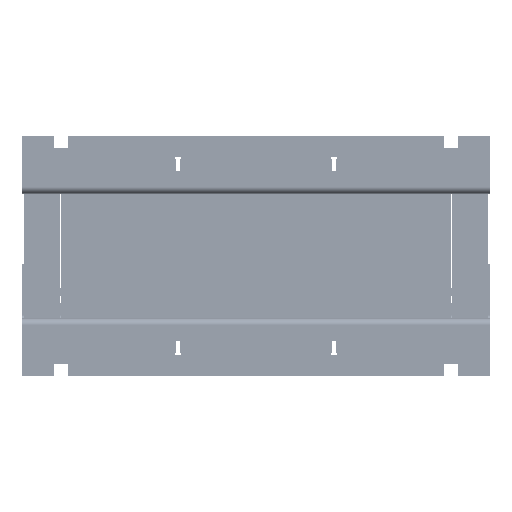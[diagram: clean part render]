
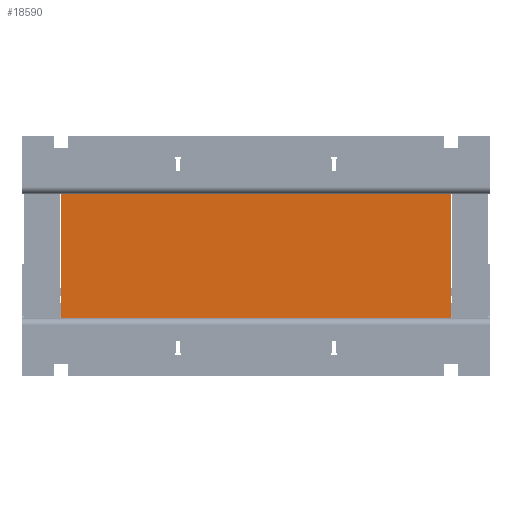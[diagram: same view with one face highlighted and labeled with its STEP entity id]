
A CAD part, front view. The second image highlights one B-rep face of the part: STEP entity #18590.
In plain terms, the highlighted face is planar.
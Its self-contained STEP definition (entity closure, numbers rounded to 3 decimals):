
#318=LINE('',#26680,#2516);
#321=LINE('',#26686,#2519);
#322=LINE('',#26688,#2520);
#323=LINE('',#26689,#2521);
#2516=VECTOR('',#21393,10.);
#2519=VECTOR('',#21398,10.);
#2520=VECTOR('',#21399,10.);
#2521=VECTOR('',#21400,10.);
#4699=PLANE('',#19799);
#5522=FACE_OUTER_BOUND('',#6505,.T.);
#6505=EDGE_LOOP('',(#12759,#12760,#12761,#12762));
#8095=VERTEX_POINT('',#26677);
#8096=VERTEX_POINT('',#26679);
#8098=VERTEX_POINT('',#26685);
#8099=VERTEX_POINT('',#26687);
#9969=EDGE_CURVE('',#8096,#8095,#318,.T.);
#9972=EDGE_CURVE('',#8095,#8098,#321,.T.);
#9973=EDGE_CURVE('',#8098,#8099,#322,.T.);
#9974=EDGE_CURVE('',#8099,#8096,#323,.T.);
#12759=ORIENTED_EDGE('',*,*,#9972,.T.);
#12760=ORIENTED_EDGE('',*,*,#9973,.T.);
#12761=ORIENTED_EDGE('',*,*,#9974,.T.);
#12762=ORIENTED_EDGE('',*,*,#9969,.T.);
#18590=ADVANCED_FACE('',(#5522),#4699,.T.);
#19799=AXIS2_PLACEMENT_3D('',#26684,#21396,#21397);
#21393=DIRECTION('',(0.,0.,1.));
#21396=DIRECTION('center_axis',(0.,1.,0.));
#21397=DIRECTION('ref_axis',(0.,0.,1.));
#21398=DIRECTION('',(1.,0.,0.));
#21399=DIRECTION('',(0.,0.,-1.));
#21400=DIRECTION('',(-1.,0.,0.));
#26677=CARTESIAN_POINT('',(-125.,125.,40.));
#26679=CARTESIAN_POINT('',(-125.,125.,-40.));
#26680=CARTESIAN_POINT('',(-125.,125.,0.));
#26684=CARTESIAN_POINT('Origin',(-125.,125.,0.));
#26685=CARTESIAN_POINT('',(125.,125.,40.));
#26686=CARTESIAN_POINT('',(125.,125.,40.));
#26687=CARTESIAN_POINT('',(125.,125.,-40.));
#26688=CARTESIAN_POINT('',(125.,125.,0.));
#26689=CARTESIAN_POINT('',(125.,125.,-40.));
